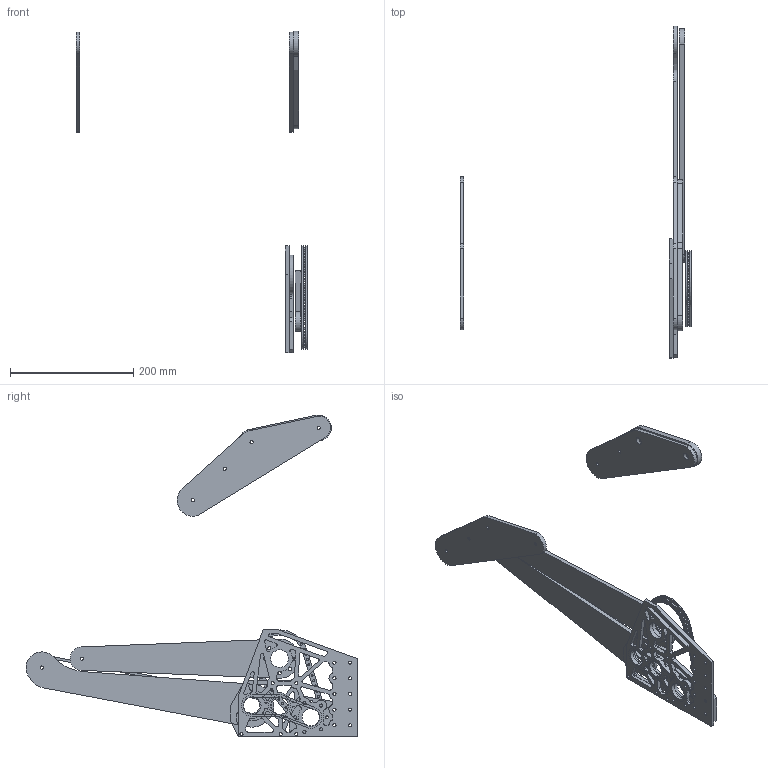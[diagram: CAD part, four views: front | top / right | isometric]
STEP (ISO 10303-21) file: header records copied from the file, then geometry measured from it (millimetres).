
FILE_DESCRIPTION(/* description */ ('STEP AP242','CAx-IF Rec.Pracs.---Representation and Presentation of Product Manufacturing Information (PMI)---4.0---2014-10-13','CAx-IF Rec.Pracs.---3D Tessellated Geometry---0.4---2014-09-14','2;1'),/* implementation_level */ '2;1');
FILE_NAME(/* name */ '667f9eef593c757dd18f5a44',/* time_stamp */ '2024-06-29T05:43:11Z',/* author */ (''),/* organization */ (''),/* preprocessor_version */ 'ST-DEVELOPER v20',/* originating_system */ ' ',/* authorisation */ ' ');
FILE_SCHEMA (('AP242_MANAGED_MODEL_BASED_3D_ENGINEERING_MIM_LF { 1 0 10303 442 1 1 4 }'));
Length unit declared in the file: metre
Products named in the file (13): leftRollerPlate; intakeDriveMotorPlate; 47 links 0.35" chain; pivotMotorMount; 42t 5mm Belt; 38t 5mm Belt; 69t 5mm Belt; 77t 5mm Belt; 160t 5mm Belt; rightRollerPlate; mountPlate; FrontArm; backArm
Bounding box: 376.05 x 538.23 x 522.14 mm (x, y, z)
Volume: 699559.8 mm3; surface area: 315131.9 mm2
Topology: 13 solids, 13 shells, 669 faces, 1734 edges, 1188 vertices
Faces by surface type: cylinder 412, plane 253, cone 4
Full cylindrical faces by diameter (mm): 3.293 x141, 5.08 x50, 28.6 x9, 38.1 x1
Entity records: 19892 total; most frequent: DIRECTION 3621, CARTESIAN_POINT 3199, ORIENTED_EDGE 2858, AXIS2_PLACEMENT_3D 1510, EDGE_CURVE 1429, EDGE_LOOP 1241, FACE_BOUND 1241, VERTEX_POINT 1088
